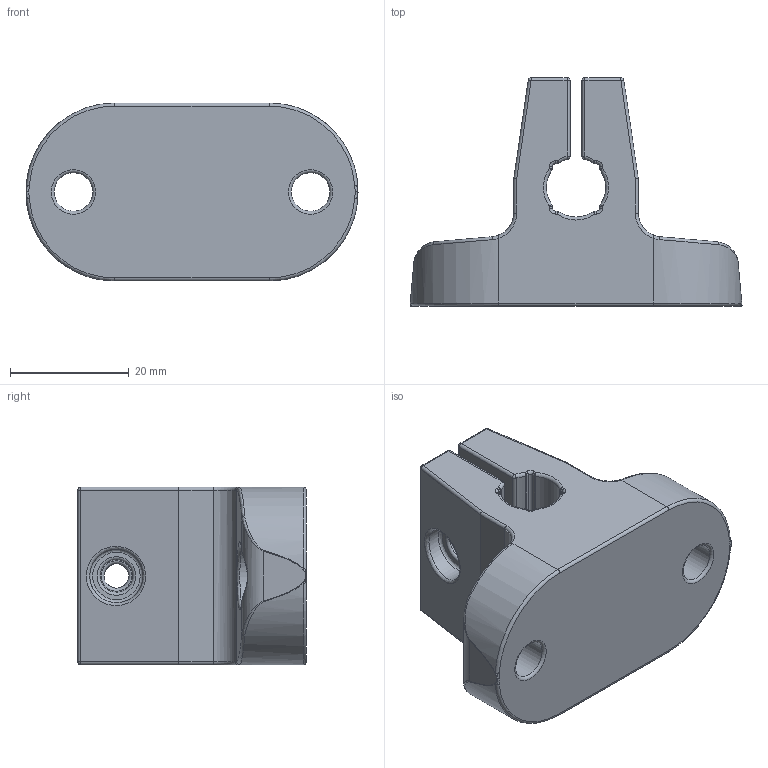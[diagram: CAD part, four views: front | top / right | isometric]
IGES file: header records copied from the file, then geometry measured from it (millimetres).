
Global section: file name: No Iges File Name specified; native system: AutoDesk Inventor R10; preprocessor: AutoDesk Inventor Iges Exporter R10; author: No Author specified; organization: No Organization specified; date: 20060412.121736; units: millimetre
Bounding box: 55.99 x 38.51 x 30 mm (x, y, z)
Volume: 27695 mm3; surface area: 8923 mm2
Topology: 1 solids, 1 shells, 202 faces, 510 edges, 279 vertices
Faces by surface type: cylinder 56, bspline 47, torus 33, sphere 32, plane 23, revolution 11
